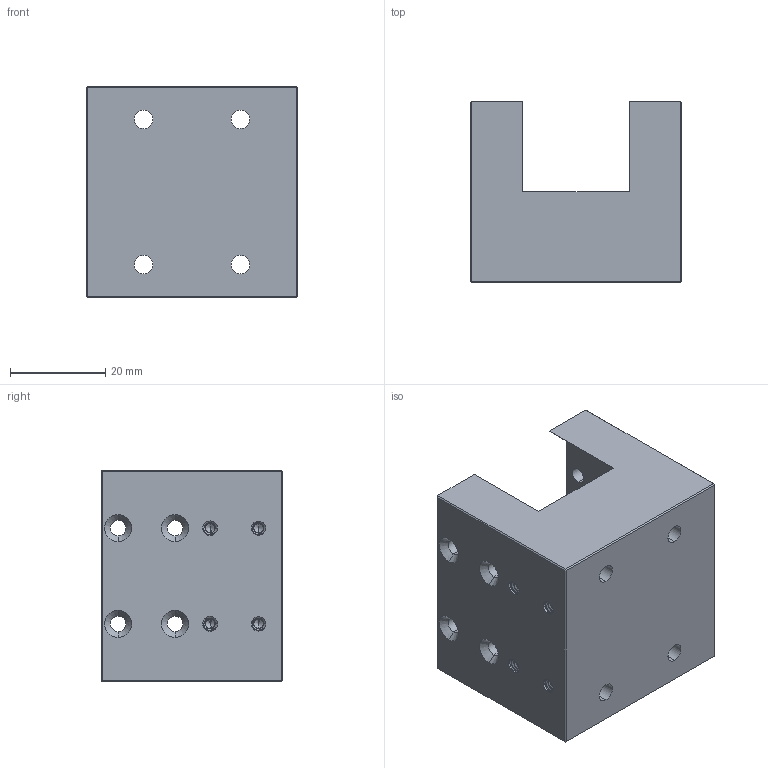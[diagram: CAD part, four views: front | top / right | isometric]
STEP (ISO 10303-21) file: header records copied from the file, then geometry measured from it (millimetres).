
FILE_DESCRIPTION (( 'STEP AP203' ), '1' );
FILE_NAME ('SAX-ME1750-SH1-1.5.STEP', '2021-07-14T18:33:46', ( '' ), ( '' ), 'SwSTEP 2.0', 'SolidWorks 2021', '' );
FILE_SCHEMA (( 'CONFIG_CONTROL_DESIGN' ));
Length unit declared in the file: inch
Products named in the file (1): SAX-ME1750-SH1-1.5
Bounding box: 44.45 x 38.1 x 44.45 mm (x, y, z)
Volume: 46558.5 mm3; surface area: 13922.1 mm2
Topology: 1 solids, 9 shells, 385 faces, 1032 edges, 672 vertices
Faces by surface type: cylinder 238, cone 64, plane 59, bspline 24
Entity records: 28953 total; most frequent: CARTESIAN_POINT 20026, ORIENTED_EDGE 2032, DIRECTION 1616, EDGE_CURVE 1016, VERTEX_POINT 672, AXIS2_PLACEMENT_3D 630, EDGE_LOOP 448, FACE_OUTER_BOUND 385
